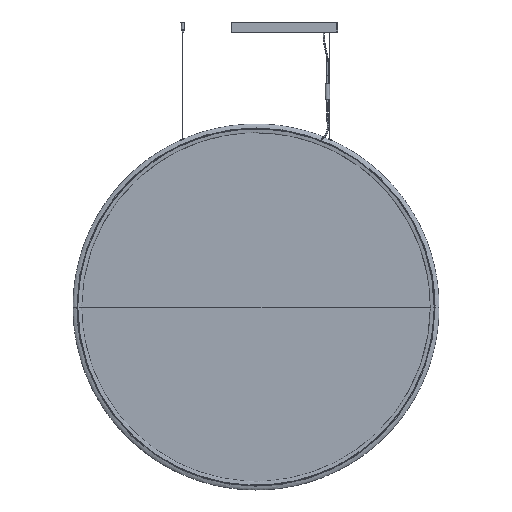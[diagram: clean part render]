
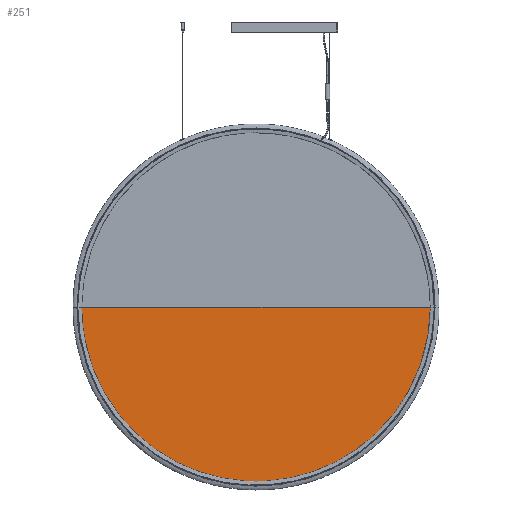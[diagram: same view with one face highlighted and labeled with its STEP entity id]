
A CAD part, front view. The second image highlights one B-rep face of the part: STEP entity #251.
In plain terms, the highlighted planar face has unit normal (0, -1, 0).
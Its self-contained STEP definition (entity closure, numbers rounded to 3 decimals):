
#251=ADVANCED_FACE('',(#467),#3246,.T.);
#467=FACE_OUTER_BOUND('',#690,.T.);
#690=EDGE_LOOP('',(#1586,#1587,#1588));
#1586=ORIENTED_EDGE('',*,*,#2155,.F.);
#1587=ORIENTED_EDGE('',*,*,#2154,.F.);
#1588=ORIENTED_EDGE('',*,*,#2162,.T.);
#2154=EDGE_CURVE('',#3002,#3003,#2609,.T.);
#2155=EDGE_CURVE('',#3003,#3004,#2610,.T.);
#2162=EDGE_CURVE('',#3002,#3004,#2617,.T.);
#2609=(
BOUNDED_CURVE()
B_SPLINE_CURVE(1,(#7871,#7872),.UNSPECIFIED.,.F.,.F.)
B_SPLINE_CURVE_WITH_KNOTS((2,2),(0.,949.644),.UNSPECIFIED.)
CURVE()
GEOMETRIC_REPRESENTATION_ITEM()
RATIONAL_B_SPLINE_CURVE((1.,1.))
REPRESENTATION_ITEM('')
);
#2610=(
BOUNDED_CURVE()
B_SPLINE_CURVE(1,(#7873,#7874),.UNSPECIFIED.,.F.,.F.)
B_SPLINE_CURVE_WITH_KNOTS((2,2),(-949.644,0.),.UNSPECIFIED.)
CURVE()
GEOMETRIC_REPRESENTATION_ITEM()
RATIONAL_B_SPLINE_CURVE((1.,1.))
REPRESENTATION_ITEM('')
);
#2617=(
BOUNDED_CURVE()
B_SPLINE_CURVE(2,(#7893,#7894,#7895,#7896,#7897),.UNSPECIFIED.,.F.,.F.)
B_SPLINE_CURVE_WITH_KNOTS((3,2,3),(-2686.,-1343.,
0.),.UNSPECIFIED.)
CURVE()
GEOMETRIC_REPRESENTATION_ITEM()
RATIONAL_B_SPLINE_CURVE((1.,0.707,1.,0.707,1.))
REPRESENTATION_ITEM('')
);
#3002=VERTEX_POINT('',#7865);
#3003=VERTEX_POINT('',#7866);
#3004=VERTEX_POINT('',#7867);
#3246=PLANE('',#3297);
#3297=AXIS2_PLACEMENT_3D('',#7853,#3332,$);
#3332=DIRECTION('',(0.,-1.,0.));
#7853=CARTESIAN_POINT('',(671.5,-1.,-671.5));
#7865=CARTESIAN_POINT('',(-671.5,-1.,0.));
#7866=CARTESIAN_POINT('',(0.,-1.,0.));
#7867=CARTESIAN_POINT('',(671.5,-1.,0.));
#7871=CARTESIAN_POINT('',(-671.5,-1.,0.));
#7872=CARTESIAN_POINT('',(0.,-1.,0.));
#7873=CARTESIAN_POINT('',(0.,-1.,0.));
#7874=CARTESIAN_POINT('',(671.5,-1.,0.));
#7893=CARTESIAN_POINT('',(-671.5,-1.,0.));
#7894=CARTESIAN_POINT('',(-671.5,-1.,-671.5));
#7895=CARTESIAN_POINT('',(0.,-1.,-671.5));
#7896=CARTESIAN_POINT('',(671.5,-1.,-671.5));
#7897=CARTESIAN_POINT('',(671.5,-1.,0.));
